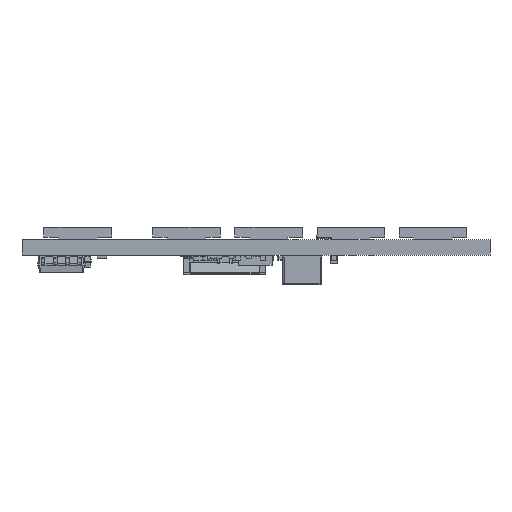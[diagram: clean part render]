
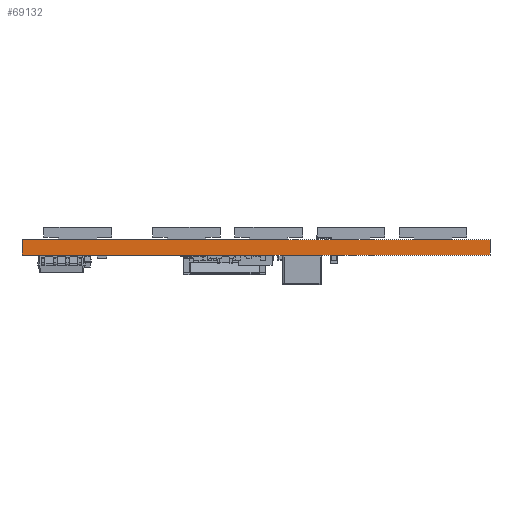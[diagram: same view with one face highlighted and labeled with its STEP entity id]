
A CAD part, left-side view. The second image highlights one B-rep face of the part: STEP entity #69132.
In plain terms, the highlighted planar face has unit normal (-1, 0, 0).
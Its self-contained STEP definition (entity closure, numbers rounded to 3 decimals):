
#69016 = EDGE_CURVE('',#69017,#69019,#69021,.T.);
#69017 = VERTEX_POINT('',#69018);
#69018 = CARTESIAN_POINT('',(90.008,-39.991,0.));
#69019 = VERTEX_POINT('',#69020);
#69020 = CARTESIAN_POINT('',(90.008,-39.991,1.6));
#69021 = SURFACE_CURVE('',#69022,(#69026,#69038),.PCURVE_S1.);
#69022 = LINE('',#69023,#69024);
#69023 = CARTESIAN_POINT('',(90.008,-39.991,0.));
#69024 = VECTOR('',#69025,1.);
#69025 = DIRECTION('',(0.,0.,1.));
#69026 = PCURVE('',#69027,#69032);
#69027 = PLANE('',#69028);
#69028 = AXIS2_PLACEMENT_3D('',#69029,#69030,#69031);
#69029 = CARTESIAN_POINT('',(90.008,-39.991,0.));
#69030 = DIRECTION('',(0.,1.,0.));
#69031 = DIRECTION('',(1.,0.,0.));
#69032 = DEFINITIONAL_REPRESENTATION('',(#69033),#69037);
#69033 = LINE('',#69034,#69035);
#69034 = CARTESIAN_POINT('',(0.,0.));
#69035 = VECTOR('',#69036,1.);
#69036 = DIRECTION('',(0.,-1.));
#69037 = ( GEOMETRIC_REPRESENTATION_CONTEXT(2) 
PARAMETRIC_REPRESENTATION_CONTEXT() REPRESENTATION_CONTEXT('2D SPACE',''
  ) );
#69038 = PCURVE('',#69039,#69044);
#69039 = PLANE('',#69040);
#69040 = AXIS2_PLACEMENT_3D('',#69041,#69042,#69043);
#69041 = CARTESIAN_POINT('',(90.008,-88.391,0.));
#69042 = DIRECTION('',(-1.,0.,0.));
#69043 = DIRECTION('',(0.,1.,0.));
#69044 = DEFINITIONAL_REPRESENTATION('',(#69045),#69049);
#69045 = LINE('',#69046,#69047);
#69046 = CARTESIAN_POINT('',(48.4,0.));
#69047 = VECTOR('',#69048,1.);
#69048 = DIRECTION('',(0.,-1.));
#69049 = ( GEOMETRIC_REPRESENTATION_CONTEXT(2) 
PARAMETRIC_REPRESENTATION_CONTEXT() REPRESENTATION_CONTEXT('2D SPACE',''
  ) );
#69067 = PLANE('',#69068);
#69068 = AXIS2_PLACEMENT_3D('',#69069,#69070,#69071);
#69069 = CARTESIAN_POINT('',(114.208,-64.191,1.6));
#69070 = DIRECTION('',(0.,0.,-1.));
#69071 = DIRECTION('',(-1.,0.,0.));
#69121 = PLANE('',#69122);
#69122 = AXIS2_PLACEMENT_3D('',#69123,#69124,#69125);
#69123 = CARTESIAN_POINT('',(114.208,-64.191,0.));
#69124 = DIRECTION('',(0.,0.,-1.));
#69125 = DIRECTION('',(-1.,0.,0.));
#69132 = ADVANCED_FACE('',(#69133),#69039,.T.);
#69133 = FACE_BOUND('',#69134,.T.);
#69134 = EDGE_LOOP('',(#69135,#69165,#69186,#69187));
#69135 = ORIENTED_EDGE('',*,*,#69136,.T.);
#69136 = EDGE_CURVE('',#69137,#69139,#69141,.T.);
#69137 = VERTEX_POINT('',#69138);
#69138 = CARTESIAN_POINT('',(90.008,-88.391,0.));
#69139 = VERTEX_POINT('',#69140);
#69140 = CARTESIAN_POINT('',(90.008,-88.391,1.6));
#69141 = SURFACE_CURVE('',#69142,(#69146,#69153),.PCURVE_S1.);
#69142 = LINE('',#69143,#69144);
#69143 = CARTESIAN_POINT('',(90.008,-88.391,0.));
#69144 = VECTOR('',#69145,1.);
#69145 = DIRECTION('',(0.,0.,1.));
#69146 = PCURVE('',#69039,#69147);
#69147 = DEFINITIONAL_REPRESENTATION('',(#69148),#69152);
#69148 = LINE('',#69149,#69150);
#69149 = CARTESIAN_POINT('',(0.,0.));
#69150 = VECTOR('',#69151,1.);
#69151 = DIRECTION('',(0.,-1.));
#69152 = ( GEOMETRIC_REPRESENTATION_CONTEXT(2) 
PARAMETRIC_REPRESENTATION_CONTEXT() REPRESENTATION_CONTEXT('2D SPACE',''
  ) );
#69153 = PCURVE('',#69154,#69159);
#69154 = PLANE('',#69155);
#69155 = AXIS2_PLACEMENT_3D('',#69156,#69157,#69158);
#69156 = CARTESIAN_POINT('',(138.408,-88.391,0.));
#69157 = DIRECTION('',(0.,-1.,0.));
#69158 = DIRECTION('',(-1.,0.,0.));
#69159 = DEFINITIONAL_REPRESENTATION('',(#69160),#69164);
#69160 = LINE('',#69161,#69162);
#69161 = CARTESIAN_POINT('',(48.4,0.));
#69162 = VECTOR('',#69163,1.);
#69163 = DIRECTION('',(0.,-1.));
#69164 = ( GEOMETRIC_REPRESENTATION_CONTEXT(2) 
PARAMETRIC_REPRESENTATION_CONTEXT() REPRESENTATION_CONTEXT('2D SPACE',''
  ) );
#69165 = ORIENTED_EDGE('',*,*,#69166,.T.);
#69166 = EDGE_CURVE('',#69139,#69019,#69167,.T.);
#69167 = SURFACE_CURVE('',#69168,(#69172,#69179),.PCURVE_S1.);
#69168 = LINE('',#69169,#69170);
#69169 = CARTESIAN_POINT('',(90.008,-88.391,1.6));
#69170 = VECTOR('',#69171,1.);
#69171 = DIRECTION('',(0.,1.,0.));
#69172 = PCURVE('',#69039,#69173);
#69173 = DEFINITIONAL_REPRESENTATION('',(#69174),#69178);
#69174 = LINE('',#69175,#69176);
#69175 = CARTESIAN_POINT('',(0.,-1.6));
#69176 = VECTOR('',#69177,1.);
#69177 = DIRECTION('',(1.,0.));
#69178 = ( GEOMETRIC_REPRESENTATION_CONTEXT(2) 
PARAMETRIC_REPRESENTATION_CONTEXT() REPRESENTATION_CONTEXT('2D SPACE',''
  ) );
#69179 = PCURVE('',#69067,#69180);
#69180 = DEFINITIONAL_REPRESENTATION('',(#69181),#69185);
#69181 = LINE('',#69182,#69183);
#69182 = CARTESIAN_POINT('',(24.2,-24.2));
#69183 = VECTOR('',#69184,1.);
#69184 = DIRECTION('',(0.,1.));
#69185 = ( GEOMETRIC_REPRESENTATION_CONTEXT(2) 
PARAMETRIC_REPRESENTATION_CONTEXT() REPRESENTATION_CONTEXT('2D SPACE',''
  ) );
#69186 = ORIENTED_EDGE('',*,*,#69016,.F.);
#69187 = ORIENTED_EDGE('',*,*,#69188,.F.);
#69188 = EDGE_CURVE('',#69137,#69017,#69189,.T.);
#69189 = SURFACE_CURVE('',#69190,(#69194,#69201),.PCURVE_S1.);
#69190 = LINE('',#69191,#69192);
#69191 = CARTESIAN_POINT('',(90.008,-88.391,0.));
#69192 = VECTOR('',#69193,1.);
#69193 = DIRECTION('',(0.,1.,0.));
#69194 = PCURVE('',#69039,#69195);
#69195 = DEFINITIONAL_REPRESENTATION('',(#69196),#69200);
#69196 = LINE('',#69197,#69198);
#69197 = CARTESIAN_POINT('',(0.,0.));
#69198 = VECTOR('',#69199,1.);
#69199 = DIRECTION('',(1.,0.));
#69200 = ( GEOMETRIC_REPRESENTATION_CONTEXT(2) 
PARAMETRIC_REPRESENTATION_CONTEXT() REPRESENTATION_CONTEXT('2D SPACE',''
  ) );
#69201 = PCURVE('',#69121,#69202);
#69202 = DEFINITIONAL_REPRESENTATION('',(#69203),#69207);
#69203 = LINE('',#69204,#69205);
#69204 = CARTESIAN_POINT('',(24.2,-24.2));
#69205 = VECTOR('',#69206,1.);
#69206 = DIRECTION('',(0.,1.));
#69207 = ( GEOMETRIC_REPRESENTATION_CONTEXT(2) 
PARAMETRIC_REPRESENTATION_CONTEXT() REPRESENTATION_CONTEXT('2D SPACE',''
  ) );
